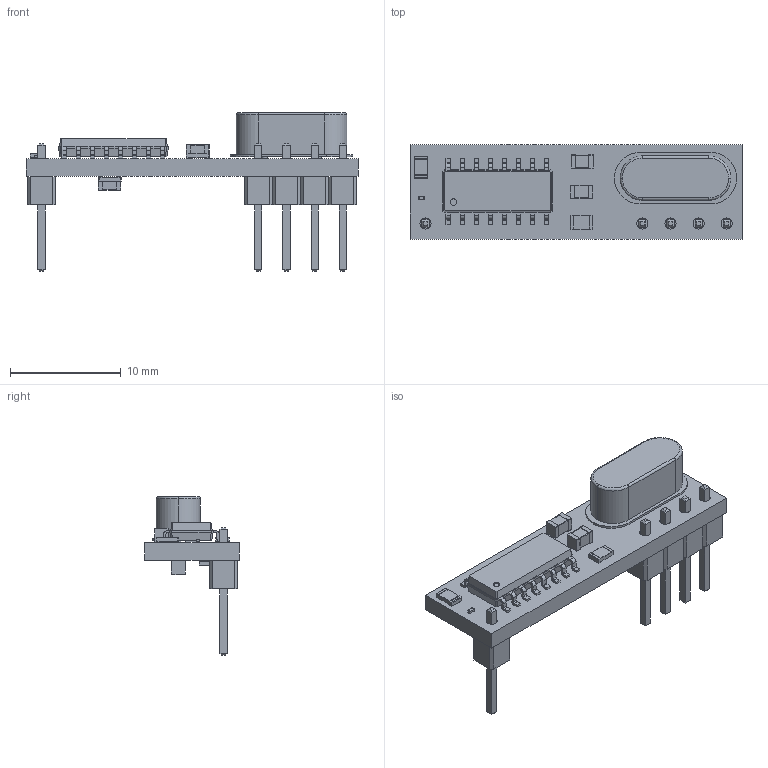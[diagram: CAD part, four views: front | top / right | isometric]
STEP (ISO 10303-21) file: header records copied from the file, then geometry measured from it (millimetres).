
FILE_DESCRIPTION(('KiCad electronic assembly'),'2;1');
FILE_NAME('QAM-RX10.step','2022-10-31T20:39:03',('Pcbnew'),('Kicad'), 'Open CASCADE STEP processor 7.5','KiCad to STEP converter','Unknown' );
FILE_SCHEMA(('AUTOMOTIVE_DESIGN { 1 0 10303 214 1 1 1 1 }'));
Length unit declared in the file: millimetre
Products named in the file (16): QAM-RX10 1; R_0805_2012Metric; SOLID; R_0201_0603Metric; SOIC-16_3.9x9.9mm_P1.27mm; Crystal_HC49-4H_Vertical; C_0805_2012Metric; PinHeader_1x04_P2.54mm_Vertical; PinHeader_1x01_P2.54mm_Vertical; QAM-RX10 PCB
Assembly tree (19 placements, depth 3):
  QAM-RX10 1
    R_0805_2012Metric  x3
      SOLID
    R_0201_0603Metric
      SOLID
    SOIC-16_3.9x9.9mm_P1.27mm
      SOLID
    Crystal_HC49-4H_Vertical
      SOLID
    C_0805_2012Metric  x3
      SOLID
    PinHeader_1x04_P2.54mm_Vertical
      SOLID
    PinHeader_1x01_P2.54mm_Vertical
      SOLID
    QAM-RX10 PCB
Bounding box: 30 x 8.5 x 14.34 mm (x, y, z)
Volume: 721.7 mm3; surface area: 1333.9 mm2
Topology: 12 solids, 12 shells, 631 faces, 1614 edges, 1028 vertices
Faces by surface type: bspline 618, cylinder 7, plane 6
Full cylindrical faces by diameter (mm): 0.8 x2, 1 x5
Entity records: 33585 total; most frequent: CARTESIAN_POINT 12326, B_SPLINE_CURVE_WITH_KNOTS 3469, ORIENTED_EDGE 2668, PCURVE 2668, DEFINITIONAL_REPRESENTATION 2668, EDGE_CURVE 1334, SURFACE_CURVE 1324, VERTEX_POINT 844
